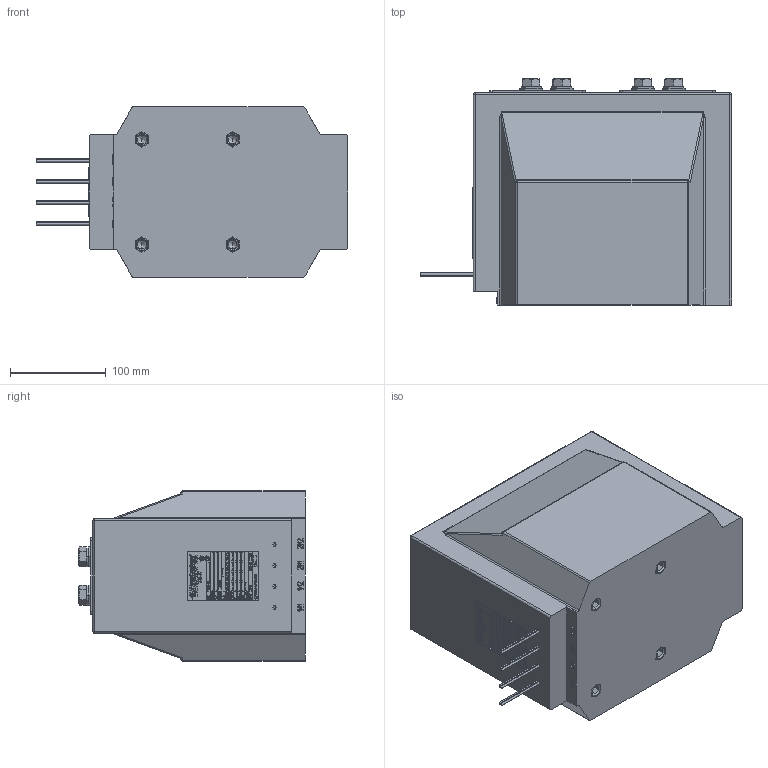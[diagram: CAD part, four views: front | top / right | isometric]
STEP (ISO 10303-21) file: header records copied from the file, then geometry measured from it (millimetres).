
FILE_DESCRIPTION (( 'STEP AP214' ), '1' );
FILE_NAME ('ﾒﾋﾊ-ﾑﾒ-10-7.3 (3000).STEP', '2023-06-27T07:28:52', ( '' ), ( '' ), 'SwSTEP 2.0', 'SolidWorks 2014', '' );
FILE_SCHEMA (( 'AUTOMOTIVE_DESIGN' ));
Length unit declared in the file: millimetre
Products named in the file (82): èçîë ïðîâ^Êîïèÿ Ñáîðêà3_ÈÁËÒ.671213.019-01 ÒËÊ-ÑÒ-10-7; hex screw gradec_din; ﾘ琺矜 12.01.016 ﾃﾎﾑﾒ11371-70 (DIN125A); ïðîâîä^Êîïèÿ Ñáîðêà3_ÈÁËÒ.671213.019-01 ÒËÊ-ÑÒ-10-7; 2,5-6-刳-0,3 襞旂 22021-82 蝂麔; curved spring lock washer_din; ÂÅÈÓ.754312.182À Òàáëè÷êà òåõíè÷åñêèõ äàííûõ ÒËÊ-ÑÒ__-00; Íàêîíå÷íèê ñ ïðîâîäîì; ﾘ琺矜 12.65ﾃ.019 ﾃﾎﾑﾒ6402-70 (DIN127B); plain washer hardened grade a_din; Áîëò Ì12õ30.58.019 ÃÎÑÒ7805-70 (DIN933); 023 侲膰翴籦鴀; ÂÅÈÓ.754312.182À Òàáëè÷êà òåõíè÷åñêèõ äàííûõ ÒËÊ-ÑÒ_; .006 Ãàéêà ñïåöèàëüíàÿ__00; plain washer hardened grade a_din_Washer DIN 125 - A 6.4 - 300HV; hex screw gradec_din_ISO 4018 - M6 x 12-NN; .007 蹴濋趌; curved spring lock washer_din_Spring washer DIN 128 - A6; .007 蹴濋趌_-01; Êîìïàóíä ÒËÊ-ÑÒ-10-7.3; .006 Ãàéêà ñïåöèàëüíàÿ_; ﾒﾋﾊ-ﾑﾒ-10-7.3 (3000); Íàêîíå÷íèê ñ ïðîâîäîì_00; Êîïèÿ Êîïèÿ Ñáîðêà3^Ñáîðêà2
Assembly tree (64 placements, depth 4):
  èçîë ïðîâ^Êîïèÿ Ñáîðêà3_ÈÁËÒ.671213.019-01 ÒËÊ-ÑÒ-10-7
  hex screw gradec_din
  ﾘ琺矜 12.01.016 ﾃﾎﾑﾒ11371-70 (DIN125A)
  ïðîâîä^Êîïèÿ Ñáîðêà3_ÈÁËÒ.671213.019-01 ÒËÊ-ÑÒ-10-7
  hex screw gradec_din
Bounding box: 325.2 x 236.55 x 178 mm (x, y, z)
Volume: 9364939.3 mm3; surface area: 403725.9 mm2
Topology: 60 solids, 64 shells, 3873 faces, 9965 edges, 6522 vertices
Faces by surface type: plane 2169, bspline 1078, cylinder 382, cone 216, torus 20, sphere 8
Entity records: 178495 total; most frequent: CARTESIAN_POINT 74239, ORIENTED_EDGE 17134, DIRECTION 11326, EDGE_CURVE 8567, VECTOR 6034, LINE 6034, VERTEX_POINT 5677, EDGE_LOOP 3574
